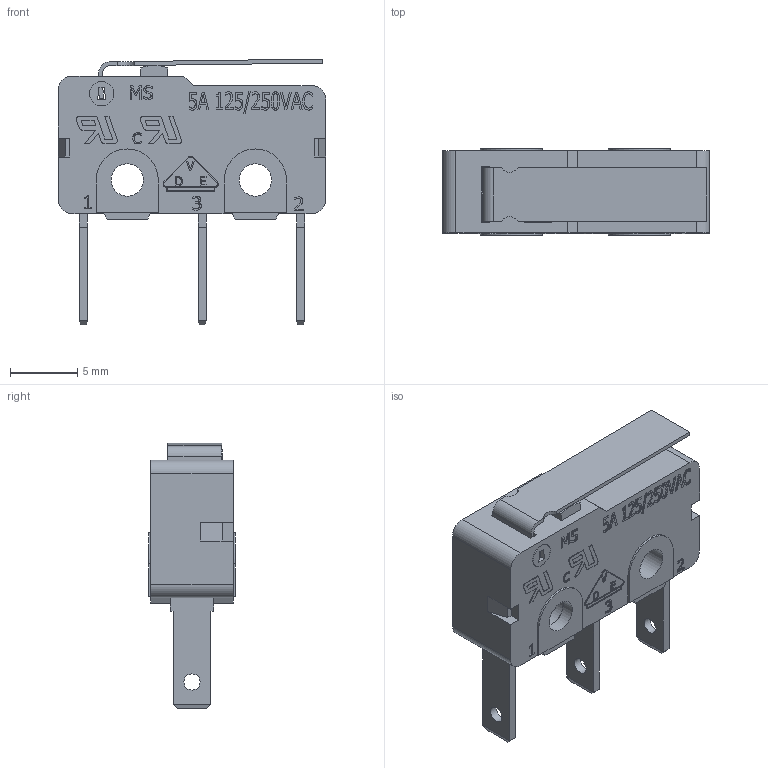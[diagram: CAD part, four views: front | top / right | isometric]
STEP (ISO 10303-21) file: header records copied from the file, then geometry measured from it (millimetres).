
FILE_DESCRIPTION((' '),'2;1');
FILE_NAME('MS085xx01FxxxC1A.stp','2017-07-21T08:58:15',(' '),(' '),' ','ACIS',' ');
FILE_SCHEMA(('CONFIG_CONTROL_DESIGN'));
Length unit declared in the file: inch
Products named in the file (1): MS085xx01FxxxC1A.stp
Bounding box: 19.8 x 6.4 x 19.71 mm (x, y, z)
Volume: 818.2 mm3; surface area: 1707.5 mm2
Topology: 2 solids, 5 shells, 784 faces, 2150 edges, 1429 vertices
Faces by surface type: plane 505, bspline 237, cylinder 42
Full cylindrical faces by diameter (mm): 1.2 x3, 1.8 x1, 2.4 x2, 2.5 x1
Entity records: 25987 total; most frequent: CARTESIAN_POINT 7510, ORIENTED_EDGE 4286, DIRECTION 2850, EDGE_CURVE 2143, VECTOR 1584, LINE 1584, VERTEX_POINT 1427, EDGE_LOOP 862
